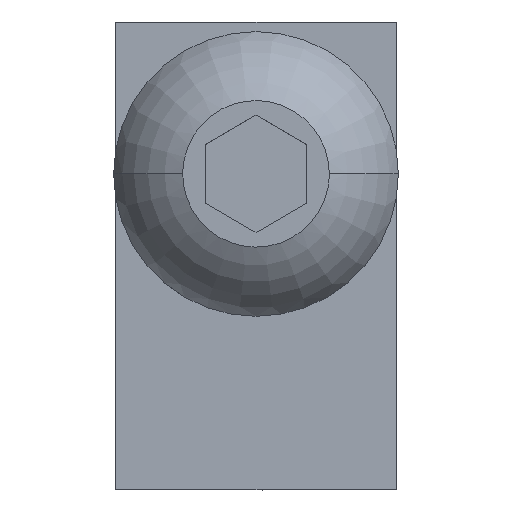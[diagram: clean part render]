
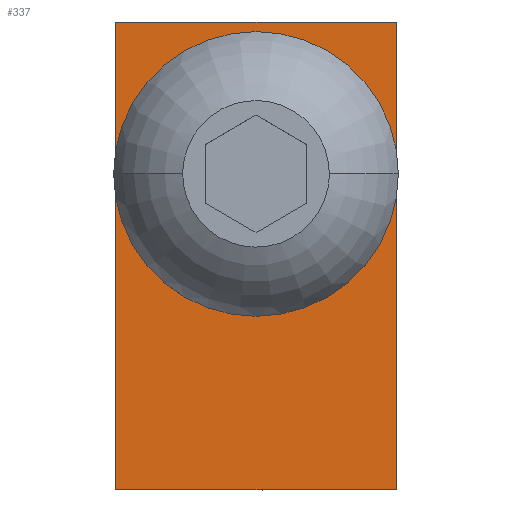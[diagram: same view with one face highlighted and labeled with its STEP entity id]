
A CAD part, top view. The second image highlights one B-rep face of the part: STEP entity #337.
In plain terms, the highlighted planar face has unit normal (0, 0, 1).
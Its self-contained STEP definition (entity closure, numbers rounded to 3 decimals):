
#17 = DIRECTION ( 'NONE',  ( 0., 1., 0. ) ) ;
#26 = EDGE_LOOP ( 'NONE', ( #643, #294 ) ) ;
#46 = ORIENTED_EDGE ( 'NONE', *, *, #66, .T. ) ;
#66 = EDGE_CURVE ( 'NONE', #414, #453, #252, .T. ) ;
#128 = DIRECTION ( 'NONE',  ( 1., 0., 0. ) ) ;
#130 = DIRECTION ( 'NONE',  ( 0., -1., 0. ) ) ;
#133 = FACE_OUTER_BOUND ( 'NONE', #235, .T. ) ;
#147 = LINE ( 'NONE', #1338, #809 ) ;
#207 = ORIENTED_EDGE ( 'NONE', *, *, #1201, .T. ) ;
#235 = EDGE_LOOP ( 'NONE', ( #46, #435, #236, #207 ) ) ;
#236 = ORIENTED_EDGE ( 'NONE', *, *, #1357, .T. ) ;
#241 = DIRECTION ( 'NONE',  ( -1., 0., 0. ) ) ;
#252 = LINE ( 'NONE', #581, #1186 ) ;
#294 = ORIENTED_EDGE ( 'NONE', *, *, #591, .F. ) ;
#337 = ADVANCED_FACE ( 'NONE', ( #1006, #133 ), #579, .T. ) ;
#414 = VERTEX_POINT ( 'NONE', #816 ) ;
#435 = ORIENTED_EDGE ( 'NONE', *, *, #1178, .T. ) ;
#453 = VERTEX_POINT ( 'NONE', #1148 ) ;
#457 = AXIS2_PLACEMENT_3D ( 'NONE', #797, #1011, #128 ) ;
#474 = CARTESIAN_POINT ( 'NONE',  ( -6.9, 7.5, -4.5 ) ) ;
#546 = AXIS2_PLACEMENT_3D ( 'NONE', #939, #1280, #1158 ) ;
#555 = VERTEX_POINT ( 'NONE', #743 ) ;
#579 = PLANE ( 'NONE',  #457 ) ;
#581 = CARTESIAN_POINT ( 'NONE',  ( 0., -15.5, -4.5 ) ) ;
#591 = EDGE_CURVE ( 'NONE', #555, #994, #725, .T. ) ;
#598 = CIRCLE ( 'NONE', #546, 6.5 ) ;
#626 = DIRECTION ( 'NONE',  ( 1., 0., 0. ) ) ;
#643 = ORIENTED_EDGE ( 'NONE', *, *, #1383, .F. ) ;
#725 = CIRCLE ( 'NONE', #1069, 6.5 ) ;
#743 = CARTESIAN_POINT ( 'NONE',  ( -6.5, 0., -4.5 ) ) ;
#797 = CARTESIAN_POINT ( 'NONE',  ( 0., -15.5, -4.5 ) ) ;
#804 = CARTESIAN_POINT ( 'NONE',  ( 0., 7.5, -4.5 ) ) ;
#809 = VECTOR ( 'NONE', #130, 1000. ) ;
#816 = CARTESIAN_POINT ( 'NONE',  ( -6.9, -15.5, -4.5 ) ) ;
#841 = VECTOR ( 'NONE', #241, 1000. ) ;
#850 = CARTESIAN_POINT ( 'NONE',  ( 0., 0., -4.5 ) ) ;
#939 = CARTESIAN_POINT ( 'NONE',  ( 0., 0., -4.5 ) ) ;
#940 = VECTOR ( 'NONE', #17, 1000. ) ;
#986 = CARTESIAN_POINT ( 'NONE',  ( 6.9, -15.5, -4.5 ) ) ;
#994 = VERTEX_POINT ( 'NONE', #1165 ) ;
#1006 = FACE_BOUND ( 'NONE', #26, .T. ) ;
#1011 = DIRECTION ( 'NONE',  ( 0., 0., 1. ) ) ;
#1016 = DIRECTION ( 'NONE',  ( 1., 0., 0. ) ) ;
#1032 = VERTEX_POINT ( 'NONE', #1189 ) ;
#1063 = DIRECTION ( 'NONE',  ( 0., 0., 1. ) ) ;
#1069 = AXIS2_PLACEMENT_3D ( 'NONE', #850, #1063, #626 ) ;
#1148 = CARTESIAN_POINT ( 'NONE',  ( 6.9, -15.5, -4.5 ) ) ;
#1158 = DIRECTION ( 'NONE',  ( 1., 0., 0. ) ) ;
#1165 = CARTESIAN_POINT ( 'NONE',  ( 6.5, 0., -4.5 ) ) ;
#1178 = EDGE_CURVE ( 'NONE', #453, #1032, #1329, .T. ) ;
#1186 = VECTOR ( 'NONE', #1016, 1000. ) ;
#1189 = CARTESIAN_POINT ( 'NONE',  ( 6.9, 7.5, -4.5 ) ) ;
#1201 = EDGE_CURVE ( 'NONE', #1365, #414, #147, .T. ) ;
#1280 = DIRECTION ( 'NONE',  ( 0., 0., 1. ) ) ;
#1291 = LINE ( 'NONE', #804, #841 ) ;
#1329 = LINE ( 'NONE', #986, #940 ) ;
#1338 = CARTESIAN_POINT ( 'NONE',  ( -6.9, -15.5, -4.5 ) ) ;
#1357 = EDGE_CURVE ( 'NONE', #1032, #1365, #1291, .T. ) ;
#1365 = VERTEX_POINT ( 'NONE', #474 ) ;
#1383 = EDGE_CURVE ( 'NONE', #994, #555, #598, .T. ) ;
